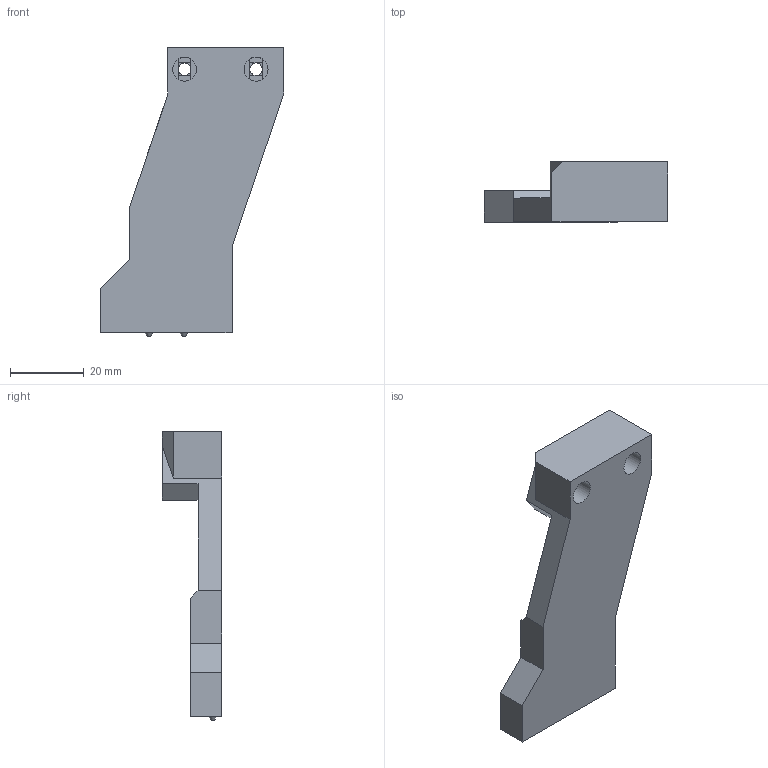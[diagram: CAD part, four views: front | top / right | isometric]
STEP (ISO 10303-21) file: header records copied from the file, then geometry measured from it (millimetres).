
FILE_DESCRIPTION(/* description */ (''),/* implementation_level */ '2;1');
FILE_NAME(/* name */ 'Switch_Bracket modded v1.step',/* time_stamp */ '2023-09-16T02:36:40+02:00',/* author */ (''),/* organization */ (''),/* preprocessor_version */ 'ST-DEVELOPER v20',/* originating_system */ 'Autodesk Translation Framework v12.9.0.99',/* authorisation */ '');
FILE_SCHEMA (('AUTOMOTIVE_DESIGN { 1 0 10303 214 3 1 1 }'));
Length unit declared in the file: millimetre
Products named in the file (1): Switch_Bracket modded
Bounding box: 49.83 x 16.26 x 78.5 mm (x, y, z)
Volume: 22275.9 mm3; surface area: 8348.2 mm2
Topology: 1 solids, 1 shells, 54 faces, 132 edges, 84 vertices
Faces by surface type: plane 46, cylinder 6, cone 2
Full cylindrical faces by diameter (mm): 2.9 x2, 3.4 x2, 6.5 x2
Entity records: 1618 total; most frequent: DIRECTION 272, CARTESIAN_POINT 271, ORIENTED_EDGE 264, EDGE_CURVE 132, LINE 102, VECTOR 102, AXIS2_PLACEMENT_3D 85, VERTEX_POINT 84
